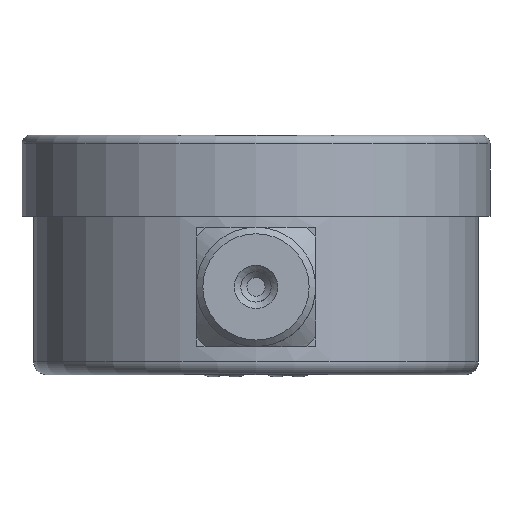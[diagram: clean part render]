
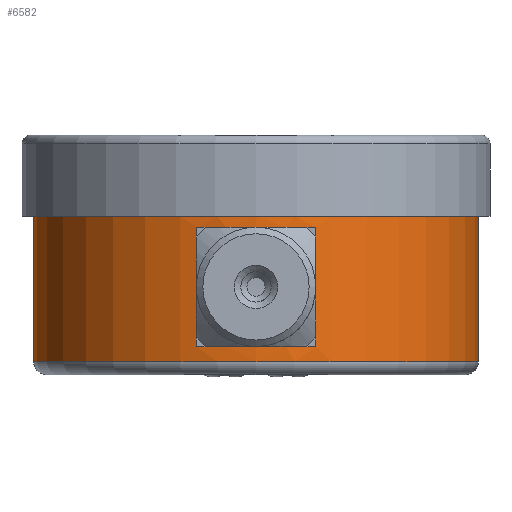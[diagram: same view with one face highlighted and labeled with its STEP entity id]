
A CAD part, front view. The second image highlights one B-rep face of the part: STEP entity #6582.
In plain terms, the highlighted cylindrical face has radius 26.035 mm (diameter 52.07 mm), a full revolution.
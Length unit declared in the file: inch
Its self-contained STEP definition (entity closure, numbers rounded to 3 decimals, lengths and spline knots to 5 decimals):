
#328 = DIRECTION ( 'NONE',  ( 1., 0., 0. ) ) ;
#610 = AXIS2_PLACEMENT_3D ( 'NONE', #8322, #17607, #4031 ) ;
#708 = AXIS2_PLACEMENT_3D ( 'NONE', #5385, #5468, #4047 ) ;
#766 = EDGE_LOOP ( 'NONE', ( #5925 ) ) ;
#993 = FACE_OUTER_BOUND ( 'NONE', #1930, .T. ) ;
#1134 = DIRECTION ( 'NONE',  ( 0., 0., -1. ) ) ;
#1241 = VERTEX_POINT ( 'NONE', #6441 ) ;
#1486 = DIRECTION ( 'NONE',  ( 0., 0., -1. ) ) ;
#1930 = EDGE_LOOP ( 'NONE', ( #6527 ) ) ;
#2105 = CARTESIAN_POINT ( 'NONE',  ( 0., 0., -1.045 ) ) ;
#2989 = VECTOR ( 'NONE', #1134, 39.37008 ) ;
#3515 = EDGE_CURVE ( 'NONE', #13448, #13448, #8463, .T. ) ;
#3563 = CARTESIAN_POINT ( 'NONE',  ( -0.275, -0.98742, -1.105 ) ) ;
#3898 = CARTESIAN_POINT ( 'NONE',  ( -0.275, -0.98742, -0.425 ) ) ;
#3967 = CYLINDRICAL_SURFACE ( 'NONE', #708, 1.025 ) ;
#4031 = DIRECTION ( 'NONE',  ( 1., 0., 0. ) ) ;
#4047 = DIRECTION ( 'NONE',  ( 1., 0., 0. ) ) ;
#4694 = DIRECTION ( 'NONE',  ( 1., 0., 0. ) ) ;
#4731 = ORIENTED_EDGE ( 'NONE', *, *, #13676, .F. ) ;
#5149 = VERTEX_POINT ( 'NONE', #7219 ) ;
#5385 = CARTESIAN_POINT ( 'NONE',  ( 0., 0., -1.105 ) ) ;
#5468 = DIRECTION ( 'NONE',  ( 0., 0., 1. ) ) ;
#5498 = ORIENTED_EDGE ( 'NONE', *, *, #7024, .F. ) ;
#5500 = ORIENTED_EDGE ( 'NONE', *, *, #13253, .F. ) ;
#5869 = CARTESIAN_POINT ( 'NONE',  ( 0., 0., -0.375 ) ) ;
#5925 = ORIENTED_EDGE ( 'NONE', *, *, #3515, .T. ) ;
#6223 = LINE ( 'NONE', #13004, #8603 ) ;
#6427 = CARTESIAN_POINT ( 'NONE',  ( 0., 0., -0.975 ) ) ;
#6441 = CARTESIAN_POINT ( 'NONE',  ( 0.275, -0.98742, -0.425 ) ) ;
#6527 = ORIENTED_EDGE ( 'NONE', *, *, #14104, .T. ) ;
#6582 = ADVANCED_FACE ( 'NONE', ( #10657, #6741, #993 ), #3967, .T. ) ;
#6741 = FACE_OUTER_BOUND ( 'NONE', #766, .T. ) ;
#7024 = EDGE_CURVE ( 'NONE', #16968, #16502, #7706, .T. ) ;
#7180 = VERTEX_POINT ( 'NONE', #11291 ) ;
#7219 = CARTESIAN_POINT ( 'NONE',  ( 0.275, -0.98742, -0.975 ) ) ;
#7706 = LINE ( 'NONE', #3563, #2989 ) ;
#7872 = DIRECTION ( 'NONE',  ( 0., 0., 1. ) ) ;
#8322 = CARTESIAN_POINT ( 'NONE',  ( 0., 0., -0.425 ) ) ;
#8350 = AXIS2_PLACEMENT_3D ( 'NONE', #5869, #1486, #328 ) ;
#8463 = CIRCLE ( 'NONE', #14178, 1.025 ) ;
#8603 = VECTOR ( 'NONE', #17111, 39.37008 ) ;
#9660 = CIRCLE ( 'NONE', #15676, 1.025 ) ;
#10657 = FACE_BOUND ( 'NONE', #16752, .T. ) ;
#11291 = CARTESIAN_POINT ( 'NONE',  ( 1.025, 0., -0.375 ) ) ;
#11378 = ORIENTED_EDGE ( 'NONE', *, *, #15941, .F. ) ;
#11880 = DIRECTION ( 'NONE',  ( -1., 0., 0. ) ) ;
#12776 = CARTESIAN_POINT ( 'NONE',  ( -0.275, -0.98742, -0.975 ) ) ;
#13004 = CARTESIAN_POINT ( 'NONE',  ( 0.275, -0.98742, -1.105 ) ) ;
#13253 = EDGE_CURVE ( 'NONE', #5149, #1241, #6223, .T. ) ;
#13448 = VERTEX_POINT ( 'NONE', #17535 ) ;
#13496 = CIRCLE ( 'NONE', #8350, 1.025 ) ;
#13676 = EDGE_CURVE ( 'NONE', #1241, #16968, #14056, .T. ) ;
#14056 = CIRCLE ( 'NONE', #610, 1.025 ) ;
#14104 = EDGE_CURVE ( 'NONE', #7180, #7180, #13496, .T. ) ;
#14178 = AXIS2_PLACEMENT_3D ( 'NONE', #2105, #16937, #4694 ) ;
#15676 = AXIS2_PLACEMENT_3D ( 'NONE', #6427, #7872, #11880 ) ;
#15941 = EDGE_CURVE ( 'NONE', #16502, #5149, #9660, .T. ) ;
#16502 = VERTEX_POINT ( 'NONE', #12776 ) ;
#16752 = EDGE_LOOP ( 'NONE', ( #5500, #11378, #5498, #4731 ) ) ;
#16937 = DIRECTION ( 'NONE',  ( 0., 0., 1. ) ) ;
#16968 = VERTEX_POINT ( 'NONE', #3898 ) ;
#17111 = DIRECTION ( 'NONE',  ( 0., 0., 1. ) ) ;
#17535 = CARTESIAN_POINT ( 'NONE',  ( 1.025, 0., -1.045 ) ) ;
#17607 = DIRECTION ( 'NONE',  ( 0., 0., -1. ) ) ;
